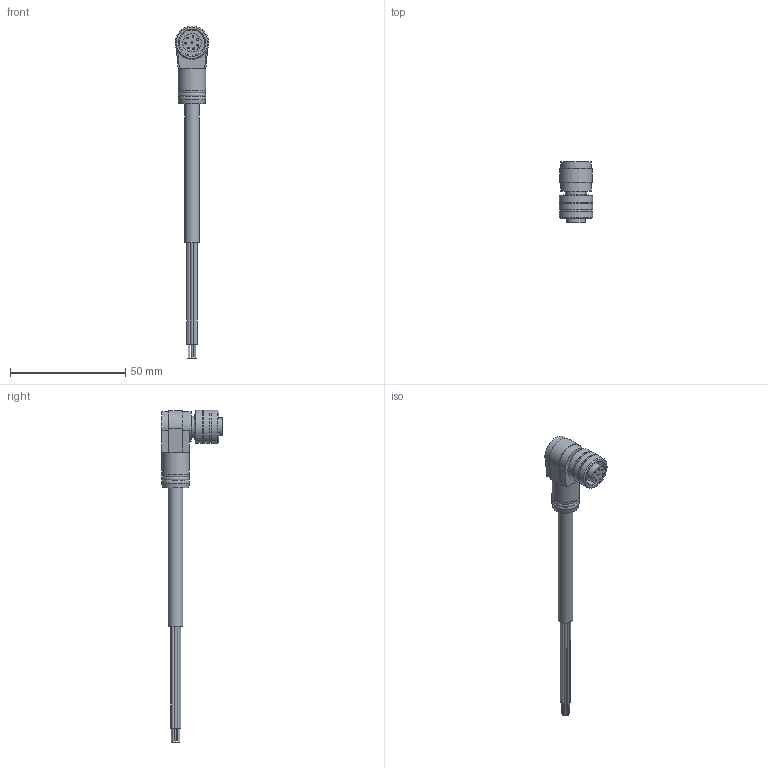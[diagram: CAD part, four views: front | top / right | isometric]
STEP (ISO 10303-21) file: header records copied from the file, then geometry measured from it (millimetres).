
FILE_DESCRIPTION(/* description */ ('STEP AP214'),/* implementation_level */ '2;1');
FILE_NAME(/* name */ '542257_NEBU-M12W8-K-5-N-LE8',/* time_stamp */ '2024-09-12T20:16:44+02:00',/* author */ ('License CC BY-ND 4.0'),/* organization */ ('CADENAS'),/* preprocessor_version */ 'ST-DEVELOPER v19.3',/* originating_system */ 'PARTsolutions',/* authorisation */ ' ');
FILE_SCHEMA (('CONFIG_CONTROL_DESIGN','FEATURE_BASED_PROCESS_PLANNING','AUTOMOTIVE_DESIGN {1 0 10303 214 3 1 1}'));
Length unit declared in the file: millimetre
Products named in the file (1): 542257 NEBU-M12W8-K-5-N-LE8
Bounding box: 14.5 x 26.2 x 143.75 mm (x, y, z)
Volume: 8008.9 mm3; surface area: 5895 mm2
Topology: 1 solids, 1 shells, 95 faces, 190 edges, 131 vertices
Faces by surface type: plane 50, cylinder 38, cone 4, torus 3
Full cylindrical faces by diameter (mm): 0.56 x8, 0.8 x8, 1.2 x8, 6.3 x1, 9.2 x1, 10.917 x1, 12 x1, 13.2 x1, 14.1 x2, 14.5 x3
Entity records: 2116 total; most frequent: DIRECTION 404, CARTESIAN_POINT 326, ORIENTED_EDGE 248, AXIS2_PLACEMENT_3D 184, EDGE_LOOP 170, FACE_BOUND 170, EDGE_CURVE 124, VERTEX_POINT 106
